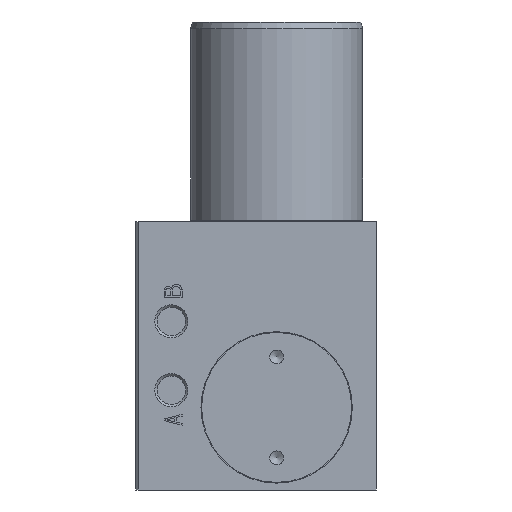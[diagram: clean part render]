
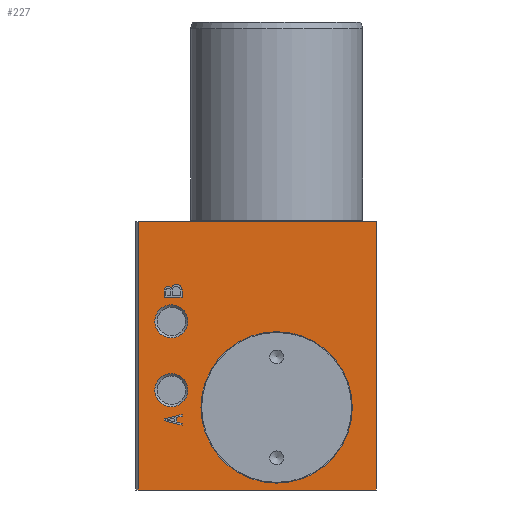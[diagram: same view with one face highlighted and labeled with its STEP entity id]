
A CAD part, left-side view. The second image highlights one B-rep face of the part: STEP entity #227.
In plain terms, the highlighted face is planar.
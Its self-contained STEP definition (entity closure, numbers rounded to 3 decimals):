
#227 = ADVANCED_FACE( '', ( #400, #401, #402, #403, #404, #405 ), #406, .F. );
#400 = FACE_BOUND( '', #790, .T. );
#401 = FACE_BOUND( '', #791, .T. );
#402 = FACE_BOUND( '', #792, .T. );
#403 = FACE_OUTER_BOUND( '', #793, .T. );
#404 = FACE_BOUND( '', #794, .T. );
#405 = FACE_BOUND( '', #795, .T. );
#406 = PLANE( '', #796 );
#790 = EDGE_LOOP( '', ( #1244, #1245, #1246, #1247, #1248 ) );
#791 = EDGE_LOOP( '', ( #1249 ) );
#792 = EDGE_LOOP( '', ( #1250 ) );
#793 = EDGE_LOOP( '', ( #1251, #1252, #1253, #1254 ) );
#794 = EDGE_LOOP( '', ( #1255 ) );
#795 = EDGE_LOOP( '', ( #1256, #1257, #1258, #1259, #1260, #1261, #1262, #1263 ) );
#796 = AXIS2_PLACEMENT_3D( '', #1264, #1265, #1266 );
#1244 = ORIENTED_EDGE( '', *, *, #2237, .F. );
#1245 = ORIENTED_EDGE( '', *, *, #2238, .F. );
#1246 = ORIENTED_EDGE( '', *, *, #2239, .F. );
#1247 = ORIENTED_EDGE( '', *, *, #2240, .F. );
#1248 = ORIENTED_EDGE( '', *, *, #2241, .F. );
#1249 = ORIENTED_EDGE( '', *, *, #2242, .T. );
#1250 = ORIENTED_EDGE( '', *, *, #2243, .F. );
#1251 = ORIENTED_EDGE( '', *, *, #2224, .T. );
#1252 = ORIENTED_EDGE( '', *, *, #2244, .F. );
#1253 = ORIENTED_EDGE( '', *, *, #2245, .F. );
#1254 = ORIENTED_EDGE( '', *, *, #2246, .T. );
#1255 = ORIENTED_EDGE( '', *, *, #2247, .F. );
#1256 = ORIENTED_EDGE( '', *, *, #2248, .T. );
#1257 = ORIENTED_EDGE( '', *, *, #2249, .T. );
#1258 = ORIENTED_EDGE( '', *, *, #2250, .T. );
#1259 = ORIENTED_EDGE( '', *, *, #2251, .T. );
#1260 = ORIENTED_EDGE( '', *, *, #2252, .T. );
#1261 = ORIENTED_EDGE( '', *, *, #2253, .T. );
#1262 = ORIENTED_EDGE( '', *, *, #2254, .T. );
#1263 = ORIENTED_EDGE( '', *, *, #2255, .T. );
#1264 = CARTESIAN_POINT( '', ( 19.5, 7., -45. ) );
#1265 = DIRECTION( '', ( 0., 0., 1. ) );
#1266 = DIRECTION( '', ( 1., 0., 0. ) );
#2224 = EDGE_CURVE( '', #2550, #2548, #2551, .T. );
#2237 = EDGE_CURVE( '', #2575, #2576, #2577, .T. );
#2238 = EDGE_CURVE( '', #2578, #2575, #2579, .T. );
#2239 = EDGE_CURVE( '', #2580, #2578, #2581, .T. );
#2240 = EDGE_CURVE( '', #2582, #2580, #2583, .T. );
#2241 = EDGE_CURVE( '', #2576, #2582, #2584, .T. );
#2242 = EDGE_CURVE( '', #2585, #2585, #2586, .T. );
#2243 = EDGE_CURVE( '', #2587, #2587, #2588, .F. );
#2244 = EDGE_CURVE( '', #2589, #2548, #2590, .T. );
#2245 = EDGE_CURVE( '', #2591, #2589, #2592, .T. );
#2246 = EDGE_CURVE( '', #2591, #2550, #2593, .T. );
#2247 = EDGE_CURVE( '', #2594, #2594, #2595, .F. );
#2248 = EDGE_CURVE( '', #2596, #2597, #2598, .T. );
#2249 = EDGE_CURVE( '', #2597, #2599, #2600, .T. );
#2250 = EDGE_CURVE( '', #2599, #2601, #2602, .T. );
#2251 = EDGE_CURVE( '', #2601, #2603, #2604, .T. );
#2252 = EDGE_CURVE( '', #2603, #2605, #2606, .T. );
#2253 = EDGE_CURVE( '', #2605, #2607, #2608, .T. );
#2254 = EDGE_CURVE( '', #2607, #2609, #2610, .T. );
#2255 = EDGE_CURVE( '', #2609, #2596, #2611, .T. );
#2548 = VERTEX_POINT( '', #3099 );
#2550 = VERTEX_POINT( '', #3102 );
#2551 = LINE( '', #3103, #3104 );
#2575 = VERTEX_POINT( '', #3134 );
#2576 = VERTEX_POINT( '', #3135 );
#2577 = LINE( '', #3136, #3137 );
#2578 = VERTEX_POINT( '', #3138 );
#2579 = LINE( '', #3139, #3140 );
#2580 = VERTEX_POINT( '', #3141 );
#2581 = CIRCLE( '', #3142, 0.565 );
#2582 = VERTEX_POINT( '', #3143 );
#2583 = CIRCLE( '', #3144, 0.806 );
#2584 = LINE( '', #3145, #3146 );
#2585 = VERTEX_POINT( '', #3147 );
#2586 = CIRCLE( '', #3148, 11. );
#2587 = VERTEX_POINT( '', #3149 );
#2588 = CIRCLE( '', #3150, 2.4 );
#2589 = VERTEX_POINT( '', #3151 );
#2590 = LINE( '', #3152, #3153 );
#2591 = VERTEX_POINT( '', #3154 );
#2592 = LINE( '', #3155, #3156 );
#2593 = LINE( '', #3157, #3158 );
#2594 = VERTEX_POINT( '', #3159 );
#2595 = CIRCLE( '', #3160, 2.4 );
#2596 = VERTEX_POINT( '', #3161 );
#2597 = VERTEX_POINT( '', #3162 );
#2598 = LINE( '', #3163, #3164 );
#2599 = VERTEX_POINT( '', #3165 );
#2600 = LINE( '', #3166, #3167 );
#2601 = VERTEX_POINT( '', #3168 );
#2602 = LINE( '', #3169, #3170 );
#2603 = VERTEX_POINT( '', #3171 );
#2604 = LINE( '', #3172, #3173 );
#2605 = VERTEX_POINT( '', #3174 );
#2606 = LINE( '', #3175, #3176 );
#2607 = VERTEX_POINT( '', #3177 );
#2608 = LINE( '', #3178, #3179 );
#2609 = VERTEX_POINT( '', #3180 );
#2610 = LINE( '', #3181, #3182 );
#2611 = LINE( '', #3183, #3184 );
#3099 = CARTESIAN_POINT( '', ( -19.5, 41.6, -45. ) );
#3102 = CARTESIAN_POINT( '', ( -19.5, 7., -45. ) );
#3103 = CARTESIAN_POINT( '', ( -19.5, 7., -45. ) );
#3104 = VECTOR( '', #3762, 1000. );
#3134 = CARTESIAN_POINT( '', ( -8.52, 37.84, -45. ) );
#3135 = CARTESIAN_POINT( '', ( -8.52, 35.24, -45. ) );
#3136 = CARTESIAN_POINT( '', ( -8.52, 37.84, -45. ) );
#3137 = VECTOR( '', #3787, 1000. );
#3138 = CARTESIAN_POINT( '', ( -9.56, 37.84, -45. ) );
#3139 = CARTESIAN_POINT( '', ( -9.56, 37.84, -45. ) );
#3140 = VECTOR( '', #3788, 1000. );
#3141 = CARTESIAN_POINT( '', ( -9.82, 36.8, -45. ) );
#3142 = AXIS2_PLACEMENT_3D( '', #3789, #3790, #3791 );
#3143 = CARTESIAN_POINT( '', ( -9.56, 35.24, -45. ) );
#3144 = AXIS2_PLACEMENT_3D( '', #3792, #3793, #3794 );
#3145 = CARTESIAN_POINT( '', ( -8.52, 35.24, -45. ) );
#3146 = VECTOR( '', #3795, 1000. );
#3147 = CARTESIAN_POINT( '', ( 18.5, 21.5, -45. ) );
#3148 = AXIS2_PLACEMENT_3D( '', #3796, #3797, #3798 );
#3149 = CARTESIAN_POINT( '', ( -2.6, 36.8, -45. ) );
#3150 = AXIS2_PLACEMENT_3D( '', #3799, #3800, #3801 );
#3151 = CARTESIAN_POINT( '', ( 19.5, 41.6, -45. ) );
#3152 = CARTESIAN_POINT( '', ( 19.5, 41.6, -45. ) );
#3153 = VECTOR( '', #3802, 1000. );
#3154 = CARTESIAN_POINT( '', ( 19.5, 7., -45. ) );
#3155 = CARTESIAN_POINT( '', ( 19.5, 7., -45. ) );
#3156 = VECTOR( '', #3803, 1000. );
#3157 = CARTESIAN_POINT( '', ( 19.5, 7., -45. ) );
#3158 = VECTOR( '', #3804, 1000. );
#3159 = CARTESIAN_POINT( '', ( 7.4, 36.8, -45. ) );
#3160 = AXIS2_PLACEMENT_3D( '', #3805, #3806, #3807 );
#3161 = CARTESIAN_POINT( '', ( 9.17, 37.84, -45. ) );
#3162 = CARTESIAN_POINT( '', ( 8.52, 35.24, -45. ) );
#3163 = CARTESIAN_POINT( '', ( 9.17, 37.84, -45. ) );
#3164 = VECTOR( '', #3808, 1000. );
#3165 = CARTESIAN_POINT( '', ( 8.78, 35.24, -45. ) );
#3166 = CARTESIAN_POINT( '', ( 8.52, 35.24, -45. ) );
#3167 = VECTOR( '', #3809, 1000. );
#3168 = CARTESIAN_POINT( '', ( 8.953, 36.02, -45. ) );
#3169 = CARTESIAN_POINT( '', ( 8.78, 35.24, -45. ) );
#3170 = VECTOR( '', #3810, 1000. );
#3171 = CARTESIAN_POINT( '', ( 9.647, 36.02, -45. ) );
#3172 = CARTESIAN_POINT( '', ( 8.953, 36.02, -45. ) );
#3173 = VECTOR( '', #3811, 1000. );
#3174 = CARTESIAN_POINT( '', ( 9.82, 35.24, -45. ) );
#3175 = CARTESIAN_POINT( '', ( 9.647, 36.02, -45. ) );
#3176 = VECTOR( '', #3812, 1000. );
#3177 = CARTESIAN_POINT( '', ( 10.08, 35.24, -45. ) );
#3178 = CARTESIAN_POINT( '', ( 9.82, 35.24, -45. ) );
#3179 = VECTOR( '', #3813, 1000. );
#3180 = CARTESIAN_POINT( '', ( 9.43, 37.84, -45. ) );
#3181 = CARTESIAN_POINT( '', ( 10.08, 35.24, -45. ) );
#3182 = VECTOR( '', #3814, 1000. );
#3183 = CARTESIAN_POINT( '', ( 9.43, 37.84, -45. ) );
#3184 = VECTOR( '', #3815, 1000. );
#3762 = DIRECTION( '', ( 0., 1., 0. ) );
#3787 = DIRECTION( '', ( 0., -1., 0. ) );
#3788 = DIRECTION( '', ( 1., 0., 0. ) );
#3789 = CARTESIAN_POINT( '', ( -9.517, 37.277, -45. ) );
#3790 = DIRECTION( '', ( 0., 0., -1. ) );
#3791 = DIRECTION( '', ( -1., 0., 0. ) );
#3792 = CARTESIAN_POINT( '', ( -9.534, 36.046, -45. ) );
#3793 = DIRECTION( '', ( 0., 0., -1. ) );
#3794 = DIRECTION( '', ( -1., 0., 0. ) );
#3795 = DIRECTION( '', ( -1., 0., 0. ) );
#3796 = CARTESIAN_POINT( '', ( 7.5, 21.5, -45. ) );
#3797 = DIRECTION( '', ( 0., 0., 1. ) );
#3798 = DIRECTION( '', ( 1., 0., 0. ) );
#3799 = CARTESIAN_POINT( '', ( -5., 36.8, -45. ) );
#3800 = DIRECTION( '', ( 0., 0., 1. ) );
#3801 = DIRECTION( '', ( 1., 0., 0. ) );
#3802 = DIRECTION( '', ( -1., 0., 0. ) );
#3803 = DIRECTION( '', ( 0., 1., 0. ) );
#3804 = DIRECTION( '', ( -1., 0., 0. ) );
#3805 = CARTESIAN_POINT( '', ( 5., 36.8, -45. ) );
#3806 = DIRECTION( '', ( 0., 0., 1. ) );
#3807 = DIRECTION( '', ( 1., 0., 0. ) );
#3808 = DIRECTION( '', ( -0.243, -0.97, 0. ) );
#3809 = DIRECTION( '', ( 1., 0., 0. ) );
#3810 = DIRECTION( '', ( 0.217, 0.976, 0. ) );
#3811 = DIRECTION( '', ( 1., 0., 0. ) );
#3812 = DIRECTION( '', ( 0.217, -0.976, 0. ) );
#3813 = DIRECTION( '', ( 1., 0., 0. ) );
#3814 = DIRECTION( '', ( -0.243, 0.97, 0. ) );
#3815 = DIRECTION( '', ( -1., 0., 0. ) );
